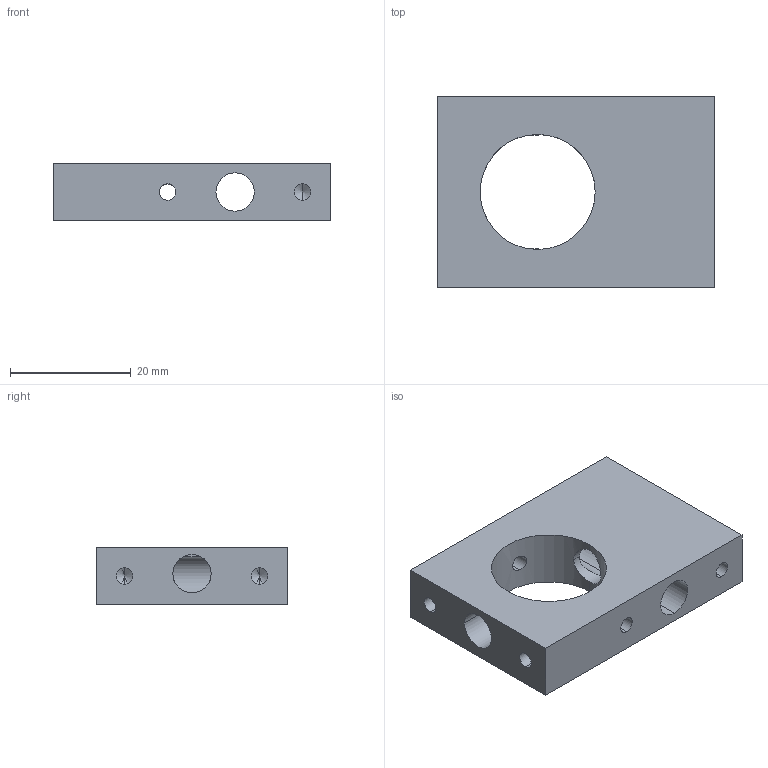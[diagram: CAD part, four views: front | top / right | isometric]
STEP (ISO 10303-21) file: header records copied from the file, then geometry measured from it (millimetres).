
FILE_DESCRIPTION((''),'2;1');
FILE_NAME('VALVE__CONTROL_2_ASS_Y_SLDPRT_','2016-12-07T',('cxl300'),(''),'PRO/ENGINEER BY PARAMETRIC TECHNOLOGY CORPORATION, 2013230','PRO/ENGINEER BY PARAMETRIC TECHNOLOGY CORPORATION, 2013230','');
FILE_SCHEMA(('CONFIG_CONTROL_DESIGN','GEOMETRIC_VALIDATION_PROPERTIES_MIM'));
Length unit declared in the file: millimetre
Products named in the file (1): VALVE__CONTROL_2_ASS_Y_SLDPRT_
Bounding box: 46.02 x 31.75 x 9.53 mm (x, y, z)
Volume: 9582.3 mm3; surface area: 5505.4 mm2
Topology: 1 solids, 1 shells, 35 faces, 100 edges, 60 vertices
Faces by surface type: cylinder 20, cone 8, plane 7
Entity records: 1369 total; most frequent: CARTESIAN_POINT 396, ORIENTED_EDGE 184, DIRECTION 176, EDGE_CURVE 92, AXIS2_PLACEMENT_3D 66, VERTEX_POINT 60, EDGE_LOOP 48, VECTOR 44
